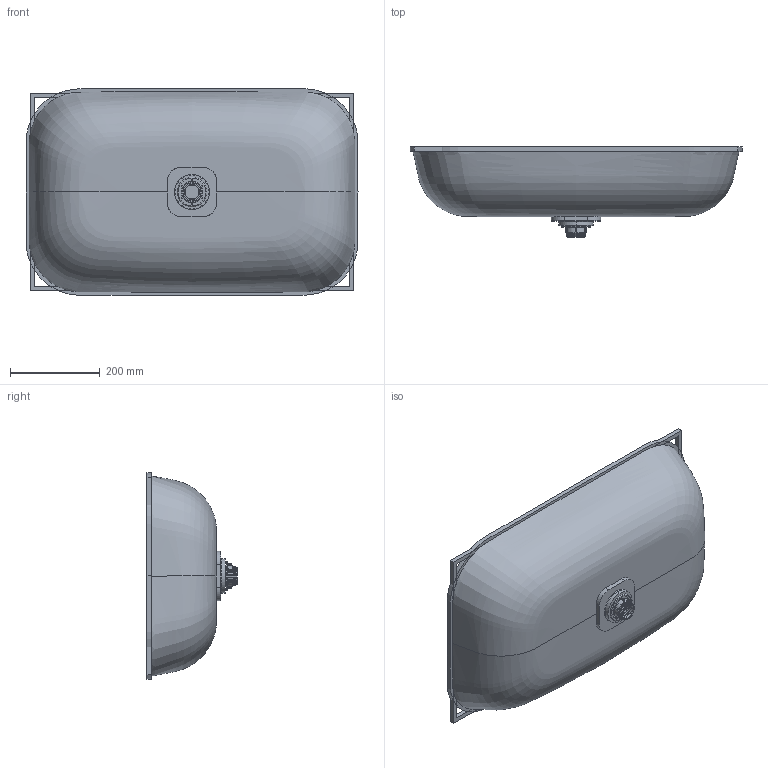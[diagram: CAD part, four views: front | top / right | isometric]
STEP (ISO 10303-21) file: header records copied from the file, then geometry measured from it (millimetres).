
FILE_DESCRIPTION (( 'STEP AP214' ), '1' );
FILE_NAME ('Z795-2 Curve II gross_U.STEP', '2019-02-28T11:00:01', ( '' ), ( '' ), 'SwSTEP 2.0', 'SolidWorks 2019', '' );
FILE_SCHEMA (( 'AUTOMOTIVE_DESIGN' ));
Length unit declared in the file: millimetre
Products named in the file (1): Z795-2 Curve II gross_U
Bounding box: 740 x 201 x 460 mm (x, y, z)
Volume: 7341807.3 mm3; surface area: 1152833.6 mm2
Topology: 6 solids, 6 shells, 321 faces, 762 edges, 460 vertices
Faces by surface type: cone 102, cylinder 94, plane 90, torus 29, bspline 6
Entity records: 83147 total; most frequent: CARTESIAN_POINT 75510, DIRECTION 1676, ORIENTED_EDGE 1520, EDGE_CURVE 760, AXIS2_PLACEMENT_3D 652, VERTEX_POINT 460, VECTOR 372, LINE 372
